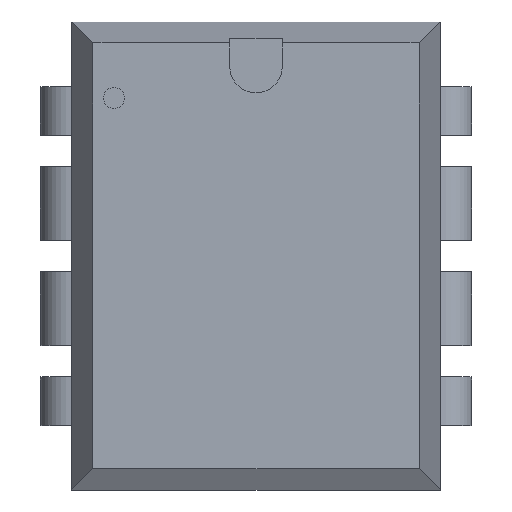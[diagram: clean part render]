
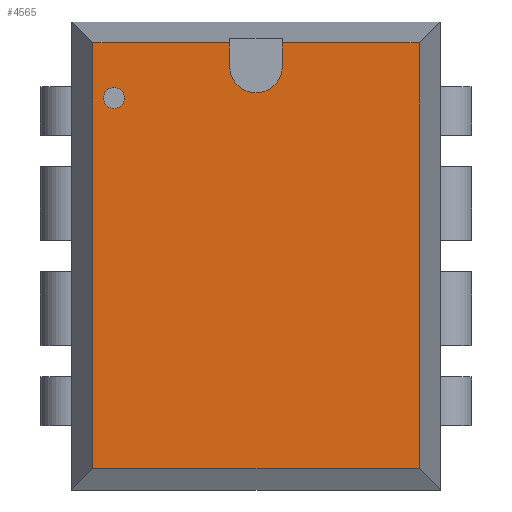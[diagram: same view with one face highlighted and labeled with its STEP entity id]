
A CAD part, top view. The second image highlights one B-rep face of the part: STEP entity #4565.
In plain terms, the highlighted planar face has unit normal (0, 0, 1).
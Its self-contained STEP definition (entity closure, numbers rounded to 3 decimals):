
#4093=CARTESIAN_POINT('',(-3.429,3.556,5.33));
#4094=VERTEX_POINT('',#4093);
#4110=CARTESIAN_POINT('',(-3.429,4.064,5.33));
#4111=VERTEX_POINT('',#4110);
#4118=CARTESIAN_POINT('',(-3.429,3.81,5.33));
#4119=DIRECTION('',(0.0,0.0,1.0));
#4120=DIRECTION('',(0.0,-1.0,0.0));
#4121=AXIS2_PLACEMENT_3D('',#4118,#4119,#4120);
#4122=CIRCLE('',#4121,0.254);
#4123=EDGE_CURVE('',#4094,#4111,#4122,.F.);
#4297=CARTESIAN_POINT('',(-3.937,5.142,5.33));
#4298=VERTEX_POINT('',#4297);
#4306=CARTESIAN_POINT('',(-3.937,-5.142,5.33));
#4307=VERTEX_POINT('',#4306);
#4314=CARTESIAN_POINT('',(-3.937,5.142,5.33));
#4315=DIRECTION('',(0.0,-1.0,0.0));
#4316=VECTOR('',#4315,10.284);
#4317=LINE('',#4314,#4316);
#4318=EDGE_CURVE('',#4307,#4298,#4317,.F.);
#4328=CARTESIAN_POINT('',(3.937,5.142,5.33));
#4329=VERTEX_POINT('',#4328);
#4336=CARTESIAN_POINT('',(3.937,-5.142,5.33));
#4337=VERTEX_POINT('',#4336);
#4338=CARTESIAN_POINT('',(3.937,-5.142,5.33));
#4339=DIRECTION('',(0.0,1.0,0.0));
#4340=VECTOR('',#4339,10.284);
#4341=LINE('',#4338,#4340);
#4342=EDGE_CURVE('',#4337,#4329,#4341,.T.);
#4369=CARTESIAN_POINT('',(0.635,4.572,5.33));
#4370=VERTEX_POINT('',#4369);
#4377=CARTESIAN_POINT('',(0.635,5.142,5.33));
#4378=VERTEX_POINT('',#4377);
#4379=CARTESIAN_POINT('',(0.635,4.572,5.33));
#4380=DIRECTION('',(0.0,1.0,0.0));
#4381=VECTOR('',#4380,0.57);
#4382=LINE('',#4379,#4381);
#4383=EDGE_CURVE('',#4378,#4370,#4382,.F.);
#4408=CARTESIAN_POINT('',(-0.635,4.572,5.33));
#4409=VERTEX_POINT('',#4408);
#4416=CARTESIAN_POINT('',(0.0,4.572,5.33));
#4417=DIRECTION('',(0.0,0.0,1.0));
#4418=DIRECTION('',(0.0,-1.0,0.0));
#4419=AXIS2_PLACEMENT_3D('',#4416,#4417,#4418);
#4420=CIRCLE('',#4419,0.635);
#4421=EDGE_CURVE('',#4370,#4409,#4420,.F.);
#4432=CARTESIAN_POINT('',(-0.635,5.142,5.33));
#4433=VERTEX_POINT('',#4432);
#4442=CARTESIAN_POINT('',(-0.635,4.572,5.33));
#4443=DIRECTION('',(0.0,1.0,0.0));
#4444=VECTOR('',#4443,0.57);
#4445=LINE('',#4442,#4444);
#4446=EDGE_CURVE('',#4433,#4409,#4445,.F.);
#4504=CARTESIAN_POINT('',(3.937,5.142,5.33));
#4505=DIRECTION('',(-1.0,0.0,0.0));
#4506=VECTOR('',#4505,3.302);
#4507=LINE('',#4504,#4506);
#4508=EDGE_CURVE('',#4378,#4329,#4507,.F.);
#4513=CARTESIAN_POINT('',(-0.635,5.142,5.33));
#4514=DIRECTION('',(-1.0,0.0,0.0));
#4515=VECTOR('',#4514,3.302);
#4516=LINE('',#4513,#4515);
#4517=EDGE_CURVE('',#4298,#4433,#4516,.F.);
#4535=CARTESIAN_POINT('',(2.667,-5.65,5.33));
#4536=DIRECTION('',(0.0,0.0,1.0));
#4537=DIRECTION('',(0.0,-1.0,0.0));
#4538=AXIS2_PLACEMENT_3D('',#4535,#4536,#4537);
#4539=PLANE('',#4538);
#4540=ORIENTED_EDGE('',*,*,#4318,.F.);
#4541=CARTESIAN_POINT('',(3.937,-5.142,5.33));
#4542=DIRECTION('',(-1.0,0.0,0.0));
#4543=VECTOR('',#4542,7.874);
#4544=LINE('',#4541,#4543);
#4545=EDGE_CURVE('',#4337,#4307,#4544,.T.);
#4546=ORIENTED_EDGE('',*,*,#4545,.F.);
#4547=ORIENTED_EDGE('',*,*,#4342,.T.);
#4548=ORIENTED_EDGE('',*,*,#4508,.F.);
#4549=ORIENTED_EDGE('',*,*,#4383,.T.);
#4550=ORIENTED_EDGE('',*,*,#4421,.T.);
#4551=ORIENTED_EDGE('',*,*,#4446,.F.);
#4552=ORIENTED_EDGE('',*,*,#4517,.F.);
#4553=EDGE_LOOP('',(#4540,#4546,#4547,#4548,#4549,#4550,#4551,#4552));
#4554=FACE_OUTER_BOUND('',#4553,.T.);
#4555=CARTESIAN_POINT('',(-3.429,3.81,5.33));
#4556=DIRECTION('',(0.0,0.0,1.0));
#4557=DIRECTION('',(0.0,-1.0,0.0));
#4558=AXIS2_PLACEMENT_3D('',#4555,#4556,#4557);
#4559=CIRCLE('',#4558,0.254);
#4560=EDGE_CURVE('',#4111,#4094,#4559,.F.);
#4561=ORIENTED_EDGE('',*,*,#4560,.T.);
#4562=ORIENTED_EDGE('',*,*,#4123,.T.);
#4563=EDGE_LOOP('',(#4561,#4562));
#4564=FACE_BOUND('',#4563,.T.);
#4565=ADVANCED_FACE('',(#4554,#4564),#4539,.T.);
